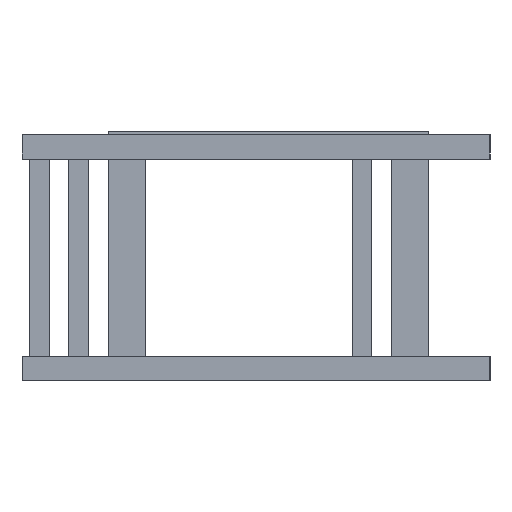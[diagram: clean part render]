
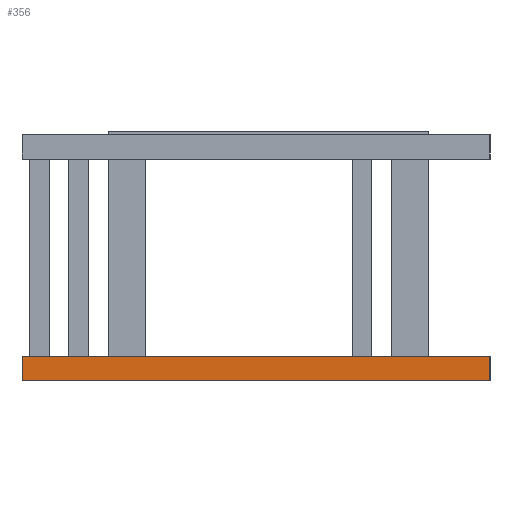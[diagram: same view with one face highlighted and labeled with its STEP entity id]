
A CAD part, left-side view. The second image highlights one B-rep face of the part: STEP entity #356.
In plain terms, the highlighted planar face has unit normal (-1, 0, 0).
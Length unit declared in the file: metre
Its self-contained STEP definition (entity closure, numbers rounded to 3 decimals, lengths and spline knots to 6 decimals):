
#356 = ADVANCED_FACE( 'NONE', ( #1053 ), #1054, .F. );
#1053 = FACE_OUTER_BOUND( '', #1787, .T. );
#1054 = PLANE( '', #1788 );
#1787 = EDGE_LOOP( '', ( #4699, #4700, #4701, #4702 ) );
#1788 = AXIS2_PLACEMENT_3D( '', #4703, #4704, #4705 );
#4699 = ORIENTED_EDGE( '', *, *, #5633, .T. );
#4700 = ORIENTED_EDGE( '', *, *, #5559, .F. );
#4701 = ORIENTED_EDGE( '', *, *, #5519, .F. );
#4702 = ORIENTED_EDGE( '', *, *, #5985, .T. );
#4703 = CARTESIAN_POINT( '', ( -1., 1.9, -0.5 ) );
#4704 = DIRECTION( '', ( 1., 0., 0. ) );
#4705 = DIRECTION( '', ( 0., 1., 0. ) );
#5519 = EDGE_CURVE( 'NONE', #6970, #6971, #6972, .T. );
#5559 = EDGE_CURVE( 'NONE', #6971, #7031, #7040, .T. );
#5633 = EDGE_CURVE( 'NONE', #7168, #7031, #7169, .T. );
#5985 = EDGE_CURVE( 'NONE', #6970, #7168, #7729, .T. );
#6970 = VERTEX_POINT( 'NONE', #9162 );
#6971 = VERTEX_POINT( 'NONE', #9163 );
#6972 = LINE( '', #9164, #9165 );
#7031 = VERTEX_POINT( 'NONE', #9258 );
#7040 = LINE( '', #9272, #9273 );
#7168 = VERTEX_POINT( 'NONE', #9474 );
#7169 = LINE( '', #9475, #9476 );
#7729 = LINE( '', #10387, #10388 );
#9162 = CARTESIAN_POINT( '', ( -1., 1.9, -0.5 ) );
#9163 = CARTESIAN_POINT( '', ( -1., 1.9, -0.4 ) );
#9164 = CARTESIAN_POINT( '', ( -1., 1.9, -0.5 ) );
#9165 = VECTOR( '', #11333, 1. );
#9258 = CARTESIAN_POINT( '', ( -1., 0., -0.4 ) );
#9272 = CARTESIAN_POINT( '', ( -1., 1.9, -0.4 ) );
#9273 = VECTOR( '', #11373, 1. );
#9474 = CARTESIAN_POINT( '', ( -1., 0., -0.5 ) );
#9475 = CARTESIAN_POINT( '', ( -1., 0., -0.5 ) );
#9476 = VECTOR( '', #11447, 1. );
#10387 = CARTESIAN_POINT( '', ( -1., 1.9, -0.5 ) );
#10388 = VECTOR( '', #11799, 1. );
#11333 = DIRECTION( '', ( 0., 0., 1. ) );
#11373 = DIRECTION( '', ( 0., -1., 0. ) );
#11447 = DIRECTION( '', ( 0., 0., 1. ) );
#11799 = DIRECTION( '', ( 0., -1., 0. ) );
